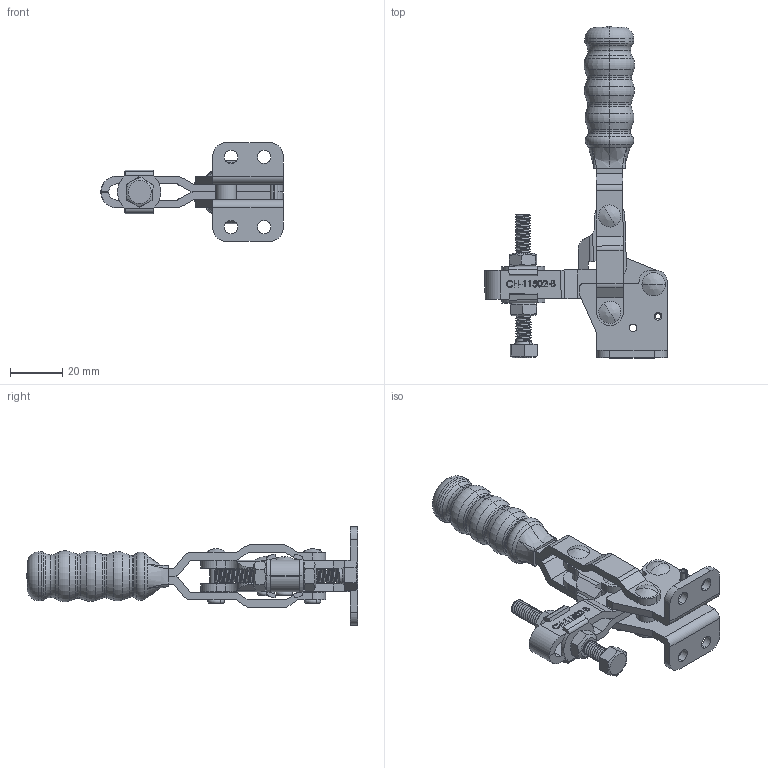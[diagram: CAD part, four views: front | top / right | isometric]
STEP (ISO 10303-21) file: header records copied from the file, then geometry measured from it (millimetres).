
FILE_DESCRIPTION (( 'STEP AP203' ), '1' );
FILE_NAME ('CH-11502-B.STEP', '2012-09-26T06:19:48', ( '微软用户' ), ( '微软中国' ), 'SwSTEP 2.0', 'SolidWorks 2010', '' );
FILE_SCHEMA (( 'CONFIG_CONTROL_DESIGN' ));
Length unit declared in the file: millimetre
Products named in the file (13): CH-11502-B-04 CONNECTING-PLATE; CH-11502-B-06; CH-SA-065010 SPINDLE SUPPLIED; CH-11502-B-09; CH-11502-B; CH-11502-B-01 FLANGED BASE; CH-11502-B-02 U-BAR; CH-11502-B-03 HANDLE; CH-11502-B-05; CH-11502-B-08; CH-11502-B-07; M6 Nut; CH-FW-141
Assembly tree (16 placements, depth 2):
  CH-11502-B
    CH-11502-B-06
    CH-SA-065010 SPINDLE SUPPLIED
    CH-11502-B-08  x2
    CH-11502-B-01 FLANGED BASE
    M6 Nut  x2
    CH-11502-B-03 HANDLE
    CH-11502-B-09
    CH-11502-B-07  x2
    CH-FW-141  x2
    CH-11502-B-02 U-BAR
    CH-11502-B-05
    CH-11502-B-04 CONNECTING-PLATE
Bounding box: 70.04 x 127.5 x 37.8 mm (x, y, z)
Volume: 34376.1 mm3; surface area: 29455.3 mm2
Topology: 20 solids, 20 shells, 807 faces, 2145 edges, 1391 vertices
Faces by surface type: plane 324, bspline 197, cylinder 176, cone 72, torus 38
Entity records: 46484 total; most frequent: CARTESIAN_POINT 27982, ORIENTED_EDGE 3850, DIRECTION 2972, EDGE_CURVE 1925, VERTEX_POINT 1261, VECTOR 1068, LINE 1068, AXIS2_PLACEMENT_3D 952
